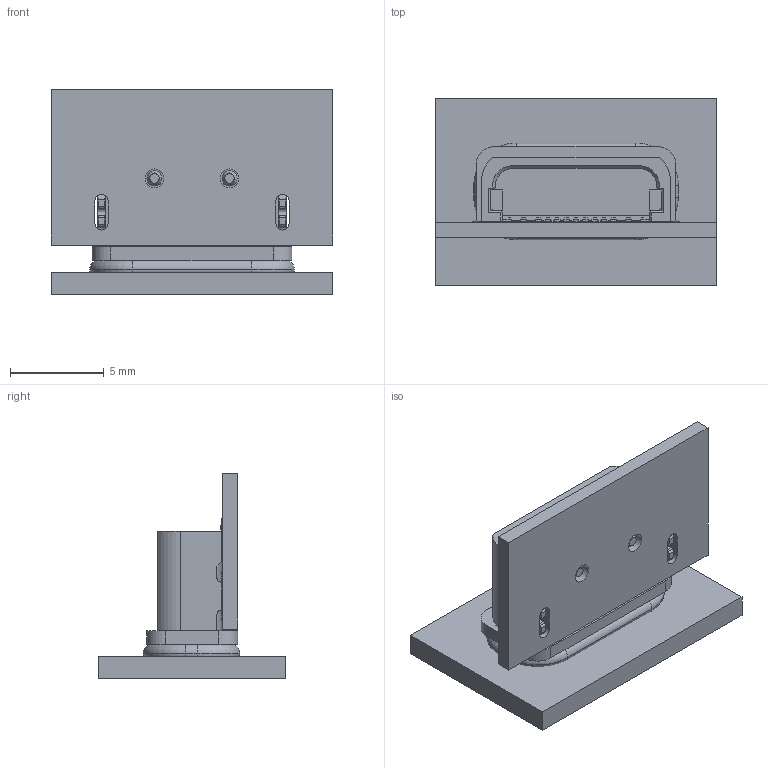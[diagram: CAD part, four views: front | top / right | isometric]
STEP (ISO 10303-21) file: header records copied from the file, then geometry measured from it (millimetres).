
FILE_DESCRIPTION(/* description */ (''),/* implementation_level */ '2;1');
FILE_NAME(/* name */ 'A997-3D.stp',/* time_stamp */ '2024-07-03T16:56:41+08:00',/* author */ (''),/* organization */ (''),/* preprocessor_version */ 'ST-DEVELOPER v16',/* originating_system */ 'SIEMENS PLM Software NX 10.0',/* authorisation */ '');
FILE_SCHEMA (('AUTOMOTIVE_DESIGN { 1 0 10303 214 3 1 1 1 }'));
Length unit declared in the file: millimetre
Products named in the file (1): xue4D8C5FA3zgno
Bounding box: 15 x 10 x 10.95 mm (x, y, z)
Volume: 439.3 mm3; surface area: 1194.7 mm2
Topology: 4 solids, 5 shells, 755 faces, 2059 edges, 1338 vertices
Faces by surface type: plane 561, cylinder 138, cone 30, torus 22, extrusion 2, bspline 2
Full cylindrical faces by diameter (mm): 1 x2
Entity records: 24557 total; most frequent: CARTESIAN_POINT 5546, ORIENTED_EDGE 4110, DIRECTION 3625, EDGE_CURVE 2055, VECTOR 1529, LINE 1527, VERTEX_POINT 1336, AXIS2_PLACEMENT_3D 1048
